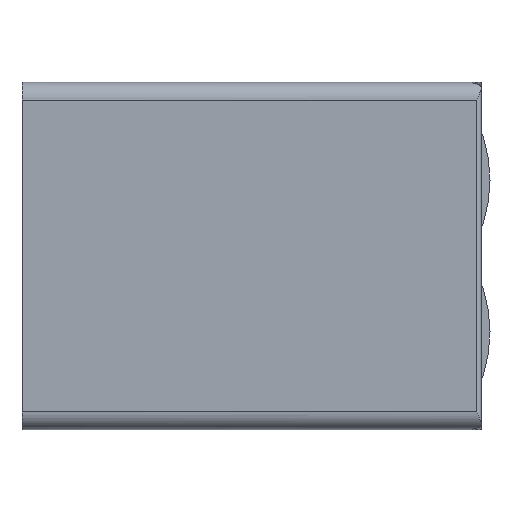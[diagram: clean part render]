
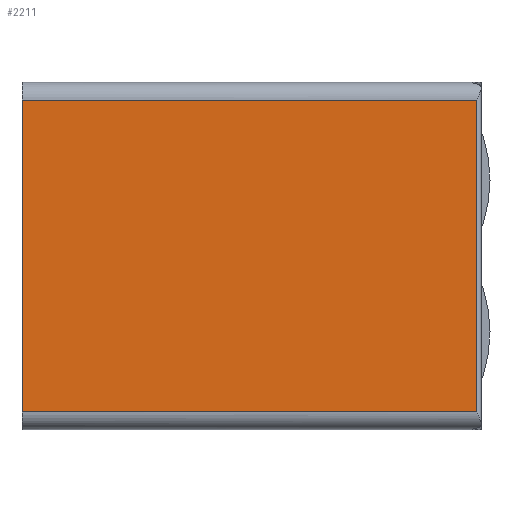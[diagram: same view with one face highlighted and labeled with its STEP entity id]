
A CAD part, front view. The second image highlights one B-rep face of the part: STEP entity #2211.
In plain terms, the highlighted planar face has unit normal (0, -1, 0).
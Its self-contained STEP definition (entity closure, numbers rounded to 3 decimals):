
#91=PLANE('',#2414);
#185=FACE_OUTER_BOUND('',#298,.T.);
#298=EDGE_LOOP('',(#1893,#1894,#1895,#1896));
#570=LINE('',#3780,#779);
#574=LINE('',#3819,#783);
#575=LINE('',#3822,#784);
#576=LINE('',#3823,#785);
#779=VECTOR('',#2905,11.701);
#783=VECTOR('',#2923,17.032);
#784=VECTOR('',#2926,17.032);
#785=VECTOR('',#2927,11.701);
#1036=VERTEX_POINT('',#3777);
#1037=VERTEX_POINT('',#3779);
#1039=VERTEX_POINT('',#3790);
#1042=VERTEX_POINT('',#3821);
#1330=EDGE_CURVE('',#1037,#1036,#570,.T.);
#1339=EDGE_CURVE('',#1039,#1037,#574,.T.);
#1340=EDGE_CURVE('',#1042,#1036,#575,.T.);
#1341=EDGE_CURVE('',#1039,#1042,#576,.T.);
#1893=ORIENTED_EDGE('',*,*,#1330,.T.);
#1894=ORIENTED_EDGE('',*,*,#1340,.F.);
#1895=ORIENTED_EDGE('',*,*,#1341,.F.);
#1896=ORIENTED_EDGE('',*,*,#1339,.T.);
#2211=ADVANCED_FACE('',(#185),#91,.F.);
#2414=AXIS2_PLACEMENT_3D('',#3820,#2924,#2925);
#2905=DIRECTION('',(0.,0.,-1.));
#2923=DIRECTION('',(-1.,0.,0.));
#2924=DIRECTION('center_axis',(0.,1.,0.));
#2925=DIRECTION('ref_axis',(0.,0.,1.));
#2926=DIRECTION('',(-1.,0.,0.));
#2927=DIRECTION('',(0.,0.,-1.));
#3777=CARTESIAN_POINT('',(0.,0.,0.659));
#3779=CARTESIAN_POINT('',(0.,0.,12.36));
#3780=CARTESIAN_POINT('',(0.,0.,12.36));
#3790=CARTESIAN_POINT('',(17.032,0.,12.36));
#3819=CARTESIAN_POINT('',(17.032,0.,12.36));
#3820=CARTESIAN_POINT('Origin',(0.,0.,13.019));
#3821=CARTESIAN_POINT('',(17.032,0.,0.659));
#3822=CARTESIAN_POINT('',(17.032,0.,0.659));
#3823=CARTESIAN_POINT('',(17.032,0.,12.36));
